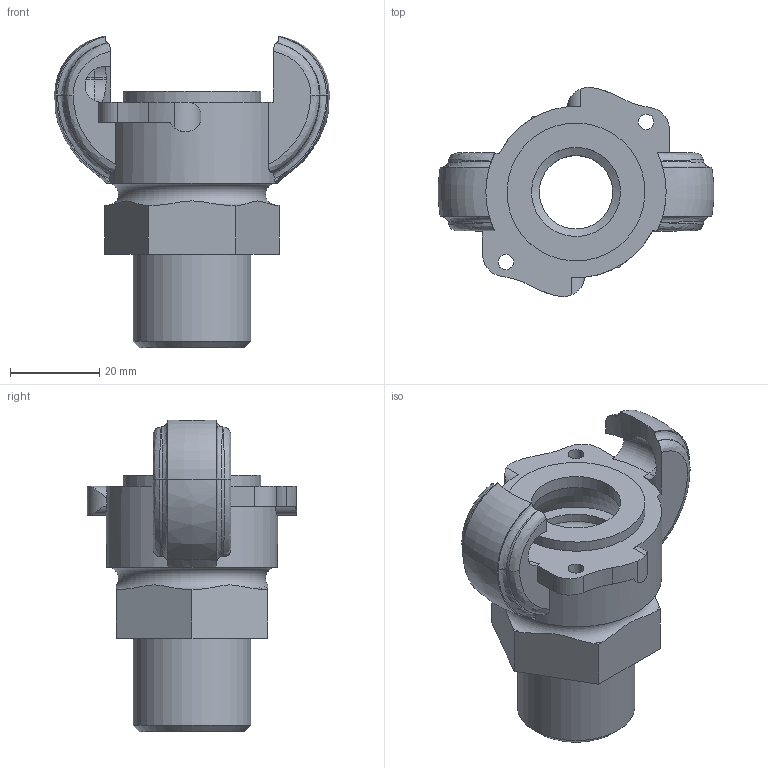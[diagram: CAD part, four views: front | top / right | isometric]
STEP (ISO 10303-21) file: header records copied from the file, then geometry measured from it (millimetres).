
FILE_DESCRIPTION(/* description */ (''),/* implementation_level */ '2;1');
FILE_NAME(/* name */ 'kaa_34.stp',/* time_stamp */ '2020-04-09T06:38:36+02:00',/* author */ ('ertl'),/* organization */ (''),/* preprocessor_version */ 'ST-DEVELOPER v17',/* originating_system */ 'Autodesk Inventor 2018',/* authorisation */ '0 mm^3');
FILE_SCHEMA (('AUTOMOTIVE_DESIGN { 1 0 10303 214 3 1 1 }'));
Length unit declared in the file: millimetre
Products named in the file (1): kaa_34
Bounding box: 61.89 x 47 x 70 mm (x, y, z)
Volume: 37770.5 mm3; surface area: 15756.4 mm2
Topology: 1 solids, 1 shells, 119 faces, 336 edges, 225 vertices
Faces by surface type: plane 40, cylinder 34, bspline 29, torus 14, cone 2
Full cylindrical faces by diameter (mm): 3.5 x2, 16.5 x1, 20 x1, 20.5 x1, 25 x1, 26.441 x1, 31 x1
Entity records: 5787 total; most frequent: CARTESIAN_POINT 2703, ORIENTED_EDGE 672, DIRECTION 530, EDGE_CURVE 336, VERTEX_POINT 225, AXIS2_PLACEMENT_3D 215, EDGE_LOOP 131, CIRCLE 124
